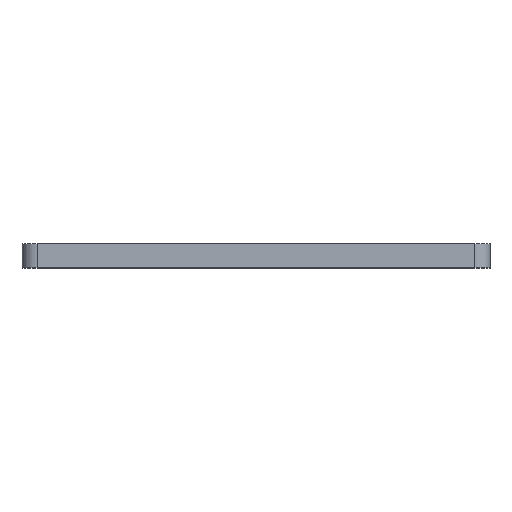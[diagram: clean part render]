
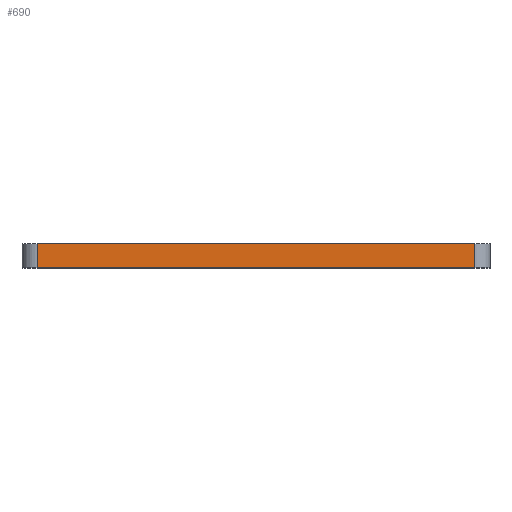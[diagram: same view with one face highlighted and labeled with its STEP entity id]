
A CAD part, top view. The second image highlights one B-rep face of the part: STEP entity #690.
In plain terms, the highlighted planar face has unit normal (0, 0, 1).
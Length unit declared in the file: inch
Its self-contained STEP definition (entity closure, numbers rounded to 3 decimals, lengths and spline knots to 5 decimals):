
#110 = CARTESIAN_POINT ( 'NONE',  ( 2.2745, -0.25, 2.4335 ) ) ;
#137 = DIRECTION ( 'NONE',  ( 0., 1., 0. ) ) ;
#147 = ORIENTED_EDGE ( 'NONE', *, *, #799, .T. ) ;
#368 = ORIENTED_EDGE ( 'NONE', *, *, #601, .T. ) ;
#438 = VERTEX_POINT ( 'NONE', #2731 ) ;
#487 = PLANE ( 'NONE',  #3309 ) ;
#510 = CARTESIAN_POINT ( 'NONE',  ( 2.4335, -0.25, 2.4335 ) ) ;
#542 = DIRECTION ( 'NONE',  ( 0., 0., 1. ) ) ;
#549 = DIRECTION ( 'NONE',  ( 1., 0., 0. ) ) ;
#601 = EDGE_CURVE ( 'NONE', #1752, #1373, #1666, .T. ) ;
#658 = EDGE_CURVE ( 'NONE', #2623, #438, #1449, .T. ) ;
#672 = VECTOR ( 'NONE', #1130, 39.37008 ) ;
#690 = ADVANCED_FACE ( 'NONE', ( #3788 ), #487, .T. ) ;
#731 = VECTOR ( 'NONE', #1937, 39.37008 ) ;
#799 = EDGE_CURVE ( 'NONE', #438, #1752, #4144, .T. ) ;
#931 = CARTESIAN_POINT ( 'NONE',  ( 2.4335, 0., 2.4335 ) ) ;
#1130 = DIRECTION ( 'NONE',  ( 1., 0., 0. ) ) ;
#1138 = CARTESIAN_POINT ( 'NONE',  ( 2.4335, -0.25, 2.4335 ) ) ;
#1179 = VECTOR ( 'NONE', #1268, 39.37008 ) ;
#1268 = DIRECTION ( 'NONE',  ( 1., 0., 0. ) ) ;
#1339 = EDGE_CURVE ( 'NONE', #2623, #1373, #2195, .T. ) ;
#1373 = VERTEX_POINT ( 'NONE', #2287 ) ;
#1380 = ORIENTED_EDGE ( 'NONE', *, *, #1339, .F. ) ;
#1385 = CARTESIAN_POINT ( 'NONE',  ( 2.2745, -0.25, 2.4335 ) ) ;
#1449 = LINE ( 'NONE', #1990, #731 ) ;
#1666 = LINE ( 'NONE', #110, #2579 ) ;
#1752 = VERTEX_POINT ( 'NONE', #1385 ) ;
#1937 = DIRECTION ( 'NONE',  ( 0., -1., 0. ) ) ;
#1964 = ORIENTED_EDGE ( 'NONE', *, *, #658, .T. ) ;
#1990 = CARTESIAN_POINT ( 'NONE',  ( -2.2745, -0.25, 2.4335 ) ) ;
#2144 = CARTESIAN_POINT ( 'NONE',  ( -2.2745, 0., 2.4335 ) ) ;
#2195 = LINE ( 'NONE', #931, #1179 ) ;
#2287 = CARTESIAN_POINT ( 'NONE',  ( 2.2745, 0., 2.4335 ) ) ;
#2579 = VECTOR ( 'NONE', #137, 39.37008 ) ;
#2623 = VERTEX_POINT ( 'NONE', #2144 ) ;
#2731 = CARTESIAN_POINT ( 'NONE',  ( -2.2745, -0.25, 2.4335 ) ) ;
#3309 = AXIS2_PLACEMENT_3D ( 'NONE', #510, #542, #549 ) ;
#3788 = FACE_OUTER_BOUND ( 'NONE', #4113, .T. ) ;
#4113 = EDGE_LOOP ( 'NONE', ( #147, #368, #1380, #1964 ) ) ;
#4144 = LINE ( 'NONE', #1138, #672 ) ;
